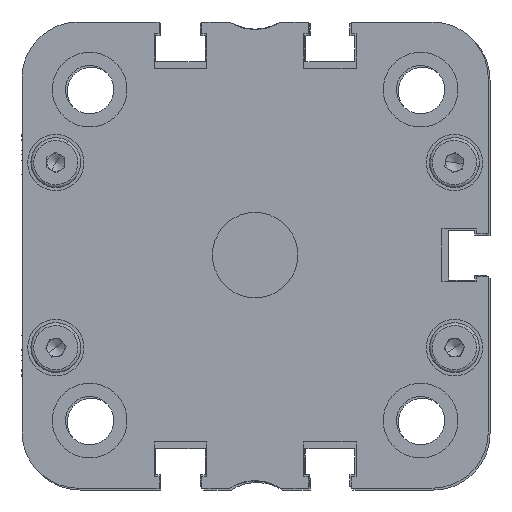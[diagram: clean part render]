
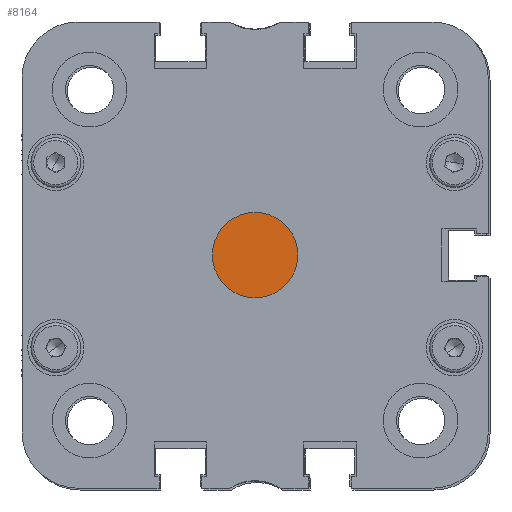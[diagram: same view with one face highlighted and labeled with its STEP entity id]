
A CAD part, left-side view. The second image highlights one B-rep face of the part: STEP entity #8164.
In plain terms, the highlighted planar face has unit normal (-1, 0, 0).
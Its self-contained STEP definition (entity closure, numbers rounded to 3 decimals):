
#34 = DIRECTION ( 'NONE',  ( 0., 0., 1. ) ) ;
#547 = CIRCLE ( 'NONE', #29513, 6. ) ;
#726 = FACE_OUTER_BOUND ( 'NONE', #16001, .T. ) ;
#4142 = CARTESIAN_POINT ( 'NONE',  ( 4., 0., 0. ) ) ;
#5620 = CARTESIAN_POINT ( 'NONE',  ( 4., 0., 0. ) ) ;
#7521 = DIRECTION ( 'NONE',  ( -1., 0., 0. ) ) ;
#8099 = AXIS2_PLACEMENT_3D ( 'NONE', #5620, #16262, #34 ) ;
#8164 = ADVANCED_FACE ( 'NONE', ( #726 ), #11358, .T. ) ;
#11358 = PLANE ( 'NONE',  #8099 ) ;
#11601 = DIRECTION ( 'NONE',  ( 0., 0., 1. ) ) ;
#12000 = DIRECTION ( 'NONE',  ( -1., 0., 0. ) ) ;
#13948 = CARTESIAN_POINT ( 'NONE',  ( 4., 0., -6. ) ) ;
#14817 = ORIENTED_EDGE ( 'NONE', *, *, #22338, .T. ) ;
#15194 = VERTEX_POINT ( 'NONE', #30473 ) ;
#16001 = EDGE_LOOP ( 'NONE', ( #14817, #22123 ) ) ;
#16262 = DIRECTION ( 'NONE',  ( -1., 0., 0. ) ) ;
#17677 = AXIS2_PLACEMENT_3D ( 'NONE', #4142, #12000, #20526 ) ;
#20526 = DIRECTION ( 'NONE',  ( 0., 0., 1. ) ) ;
#22123 = ORIENTED_EDGE ( 'NONE', *, *, #28946, .T. ) ;
#22338 = EDGE_CURVE ( 'NONE', #15194, #25263, #547, .T. ) ;
#25263 = VERTEX_POINT ( 'NONE', #13948 ) ;
#28946 = EDGE_CURVE ( 'NONE', #25263, #15194, #30593, .T. ) ;
#29513 = AXIS2_PLACEMENT_3D ( 'NONE', #31454, #7521, #11601 ) ;
#30473 = CARTESIAN_POINT ( 'NONE',  ( 4., 0., 6. ) ) ;
#30593 = CIRCLE ( 'NONE', #17677, 6. ) ;
#31454 = CARTESIAN_POINT ( 'NONE',  ( 4., 0., 0. ) ) ;
